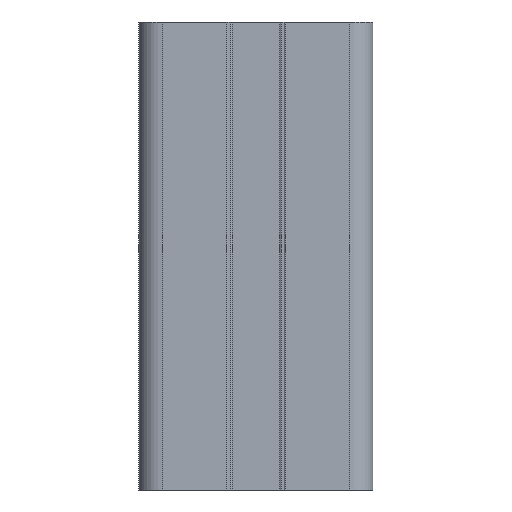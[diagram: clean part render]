
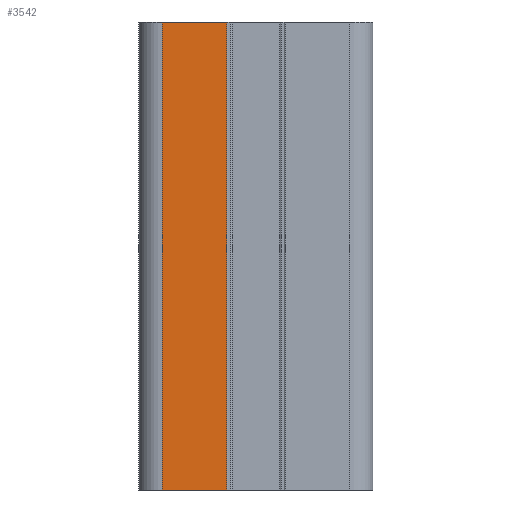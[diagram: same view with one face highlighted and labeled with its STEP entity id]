
A CAD part, left-side view. The second image highlights one B-rep face of the part: STEP entity #3542.
In plain terms, the highlighted planar face has unit normal (-1, 0, 0).
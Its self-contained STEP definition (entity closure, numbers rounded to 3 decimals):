
#25=PLANE('',#3730);
#140=FACE_OUTER_BOUND('',#324,.T.);
#324=EDGE_LOOP('',(#2383,#2384,#2385,#2386));
#517=LINE('',#5113,#923);
#519=LINE('',#5119,#925);
#520=LINE('',#5121,#926);
#521=LINE('',#5122,#927);
#923=VECTOR('',#4057,100.);
#925=VECTOR('',#4063,13.7);
#926=VECTOR('',#4064,100.);
#927=VECTOR('',#4065,13.7);
#1470=VERTEX_POINT('',#5110);
#1471=VERTEX_POINT('',#5112);
#1473=VERTEX_POINT('',#5118);
#1474=VERTEX_POINT('',#5120);
#1834=EDGE_CURVE('',#1470,#1471,#517,.T.);
#1837=EDGE_CURVE('',#1473,#1470,#519,.T.);
#1838=EDGE_CURVE('',#1474,#1473,#520,.T.);
#1839=EDGE_CURVE('',#1471,#1474,#521,.T.);
#2383=ORIENTED_EDGE('',*,*,#1834,.F.);
#2384=ORIENTED_EDGE('',*,*,#1837,.F.);
#2385=ORIENTED_EDGE('',*,*,#1838,.F.);
#2386=ORIENTED_EDGE('',*,*,#1839,.F.);
#3542=ADVANCED_FACE('',(#140),#25,.T.);
#3730=AXIS2_PLACEMENT_3D('',#5117,#4061,#4062);
#4057=DIRECTION('',(0.,0.,-1.));
#4061=DIRECTION('center_axis',(-1.,0.,0.));
#4062=DIRECTION('ref_axis',(0.,-1.,0.));
#4063=DIRECTION('',(0.,-1.,0.));
#4064=DIRECTION('',(0.,0.,1.));
#4065=DIRECTION('',(0.,1.,0.));
#5110=CARTESIAN_POINT('',(-25.,6.3,100.));
#5112=CARTESIAN_POINT('',(-25.,6.3,0.));
#5113=CARTESIAN_POINT('',(-25.,6.3,50.));
#5117=CARTESIAN_POINT('Origin',(-25.,25.,0.));
#5118=CARTESIAN_POINT('',(-25.,20.,100.));
#5119=CARTESIAN_POINT('',(-25.,-25.,100.));
#5120=CARTESIAN_POINT('',(-25.,20.,0.));
#5121=CARTESIAN_POINT('',(-25.,20.,0.));
#5122=CARTESIAN_POINT('',(-25.,-25.,0.));
